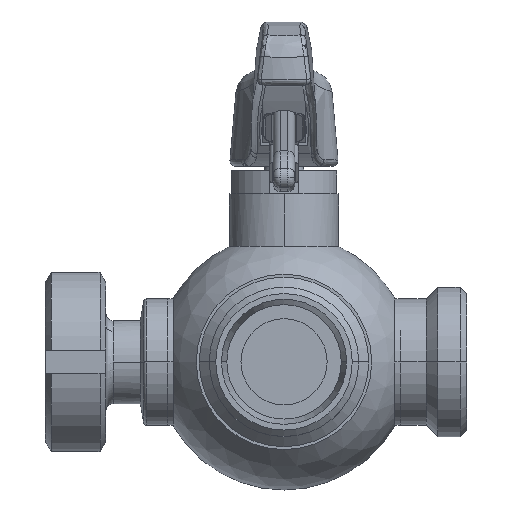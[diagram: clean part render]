
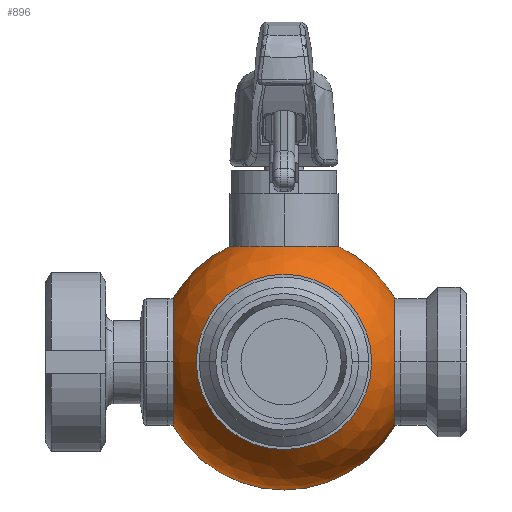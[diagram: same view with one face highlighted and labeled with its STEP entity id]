
A CAD part, top view. The second image highlights one B-rep face of the part: STEP entity #896.
In plain terms, the highlighted spherical face has radius 44.5 mm.
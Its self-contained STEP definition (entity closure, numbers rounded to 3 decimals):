
#184 = AXIS2_PLACEMENT_3D ( 'NONE', #17443, #2684, #14213 ) ;
#439 = VERTEX_POINT ( 'NONE', #1939 ) ;
#440 = EDGE_CURVE ( 'NONE', #11443, #7915, #9854, .T. ) ;
#458 = DIRECTION ( 'NONE',  ( 0., 0., -1. ) ) ;
#605 = ORIENTED_EDGE ( 'NONE', *, *, #10026, .T. ) ;
#896 = ADVANCED_FACE ( 'NONE', ( #6203, #6114 ), #6134, .T. ) ;
#996 = CIRCLE ( 'NONE', #15261, 22.316 ) ;
#1149 = CARTESIAN_POINT ( 'NONE',  ( 0., 0., 0. ) ) ;
#1785 = CARTESIAN_POINT ( 'NONE',  ( 0., 0., 32.4 ) ) ;
#1907 = DIRECTION ( 'NONE',  ( 0., 0., -1. ) ) ;
#1939 = CARTESIAN_POINT ( 'NONE',  ( -30.504, 0., 32.4 ) ) ;
#2684 = DIRECTION ( 'NONE',  ( 0., 0., -1. ) ) ;
#2927 = VERTEX_POINT ( 'NONE', #10189 ) ;
#3153 = ORIENTED_EDGE ( 'NONE', *, *, #13649, .T. ) ;
#3382 = DIRECTION ( 'NONE',  ( -1., 0., 0. ) ) ;
#3435 = AXIS2_PLACEMENT_3D ( 'NONE', #12625, #12559, #12118 ) ;
#3692 = ORIENTED_EDGE ( 'NONE', *, *, #10594, .T. ) ;
#3770 = CARTESIAN_POINT ( 'NONE',  ( -19., 40.24, 0. ) ) ;
#5420 = ORIENTED_EDGE ( 'NONE', *, *, #12626, .F. ) ;
#6018 = ORIENTED_EDGE ( 'NONE', *, *, #12593, .F. ) ;
#6041 = CARTESIAN_POINT ( 'NONE',  ( -38.5, 22.316, 0. ) ) ;
#6114 = FACE_OUTER_BOUND ( 'NONE', #7991, .T. ) ;
#6134 = SPHERICAL_SURFACE ( 'NONE', #3435, 44.5 ) ;
#6203 = FACE_BOUND ( 'NONE', #12827, .T. ) ;
#6275 = ORIENTED_EDGE ( 'NONE', *, *, #15236, .T. ) ;
#6472 = VERTEX_POINT ( 'NONE', #12269 ) ;
#6573 = VERTEX_POINT ( 'NONE', #16298 ) ;
#7915 = VERTEX_POINT ( 'NONE', #3770 ) ;
#7991 = EDGE_LOOP ( 'NONE', ( #12105, #3692, #605, #5420, #16197, #6018, #13848 ) ) ;
#8039 = VERTEX_POINT ( 'NONE', #11889 ) ;
#8221 = CARTESIAN_POINT ( 'NONE',  ( 0., 40.24, 0. ) ) ;
#8316 = DIRECTION ( 'NONE',  ( 0., 1., 0. ) ) ;
#8338 = DIRECTION ( 'NONE',  ( 0., 0., -1. ) ) ;
#9195 = CARTESIAN_POINT ( 'NONE',  ( -38.5, 0., 0. ) ) ;
#9237 = DIRECTION ( 'NONE',  ( 0., 0., -1. ) ) ;
#9238 = DIRECTION ( 'NONE',  ( 1., 0., 0. ) ) ;
#9854 = CIRCLE ( 'NONE', #17651, 44.5 ) ;
#10024 = VERTEX_POINT ( 'NONE', #15229 ) ;
#10026 = EDGE_CURVE ( 'NONE', #10024, #2927, #16022, .T. ) ;
#10189 = CARTESIAN_POINT ( 'NONE',  ( 38.5, 22.316, 0. ) ) ;
#10264 = DIRECTION ( 'NONE',  ( 0., 1., 0. ) ) ;
#10321 = CARTESIAN_POINT ( 'NONE',  ( 0., 0., 0. ) ) ;
#10325 = DIRECTION ( 'NONE',  ( 0., 0., 1. ) ) ;
#10342 = DIRECTION ( 'NONE',  ( 0., -1., 0. ) ) ;
#10457 = AXIS2_PLACEMENT_3D ( 'NONE', #1785, #1907, #3382 ) ;
#10594 = EDGE_CURVE ( 'NONE', #14540, #10024, #12937, .T. ) ;
#11443 = VERTEX_POINT ( 'NONE', #6041 ) ;
#11539 = EDGE_CURVE ( 'NONE', #6573, #6472, #14047, .T. ) ;
#11596 = DIRECTION ( 'NONE',  ( 0., 1., 0. ) ) ;
#11614 = DIRECTION ( 'NONE',  ( 0., 0., -1. ) ) ;
#11629 = CARTESIAN_POINT ( 'NONE',  ( 0., 0., 0. ) ) ;
#11699 = CIRCLE ( 'NONE', #13398, 44.5 ) ;
#11879 = DIRECTION ( 'NONE',  ( 0., 0., -1. ) ) ;
#11889 = CARTESIAN_POINT ( 'NONE',  ( 30.504, 0., 32.4 ) ) ;
#11893 = DIRECTION ( 'NONE',  ( 0., 1., 0. ) ) ;
#11929 = CARTESIAN_POINT ( 'NONE',  ( 0., 40.24, 0. ) ) ;
#12105 = ORIENTED_EDGE ( 'NONE', *, *, #16822, .T. ) ;
#12118 = DIRECTION ( 'NONE',  ( 0., 1., 0. ) ) ;
#12269 = CARTESIAN_POINT ( 'NONE',  ( 19., 40.24, 0. ) ) ;
#12559 = DIRECTION ( 'NONE',  ( 0., 0., 1. ) ) ;
#12593 = EDGE_CURVE ( 'NONE', #7915, #6573, #17682, .T. ) ;
#12625 = CARTESIAN_POINT ( 'NONE',  ( 0., 0., 0. ) ) ;
#12626 = EDGE_CURVE ( 'NONE', #6472, #2927, #11699, .T. ) ;
#12827 = EDGE_LOOP ( 'NONE', ( #6275, #3153 ) ) ;
#12937 = CIRCLE ( 'NONE', #16153, 44.5 ) ;
#13077 = CARTESIAN_POINT ( 'NONE',  ( -38.5, -22.316, 0. ) ) ;
#13398 = AXIS2_PLACEMENT_3D ( 'NONE', #11629, #11614, #11596 ) ;
#13649 = EDGE_CURVE ( 'NONE', #8039, #439, #14740, .T. ) ;
#13848 = ORIENTED_EDGE ( 'NONE', *, *, #440, .F. ) ;
#14003 = AXIS2_PLACEMENT_3D ( 'NONE', #11929, #11893, #11879 ) ;
#14047 = CIRCLE ( 'NONE', #15682, 19. ) ;
#14213 = DIRECTION ( 'NONE',  ( -1., 0., 0. ) ) ;
#14540 = VERTEX_POINT ( 'NONE', #13077 ) ;
#14740 = CIRCLE ( 'NONE', #10457, 30.504 ) ;
#15229 = CARTESIAN_POINT ( 'NONE',  ( 38.5, -22.316, 0. ) ) ;
#15236 = EDGE_CURVE ( 'NONE', #439, #8039, #16422, .T. ) ;
#15261 = AXIS2_PLACEMENT_3D ( 'NONE', #9195, #9238, #9237 ) ;
#15636 = CARTESIAN_POINT ( 'NONE',  ( 38.5, 0., 0. ) ) ;
#15650 = DIRECTION ( 'NONE',  ( -1., 0., 0. ) ) ;
#15676 = DIRECTION ( 'NONE',  ( 0., 0., 1. ) ) ;
#15682 = AXIS2_PLACEMENT_3D ( 'NONE', #8221, #8316, #8338 ) ;
#16022 = CIRCLE ( 'NONE', #16451, 22.316 ) ;
#16153 = AXIS2_PLACEMENT_3D ( 'NONE', #10321, #10325, #10342 ) ;
#16197 = ORIENTED_EDGE ( 'NONE', *, *, #11539, .F. ) ;
#16298 = CARTESIAN_POINT ( 'NONE',  ( 0., 40.24, 19. ) ) ;
#16422 = CIRCLE ( 'NONE', #184, 30.504 ) ;
#16451 = AXIS2_PLACEMENT_3D ( 'NONE', #15636, #15650, #15676 ) ;
#16822 = EDGE_CURVE ( 'NONE', #11443, #14540, #996, .T. ) ;
#17443 = CARTESIAN_POINT ( 'NONE',  ( 0., 0., 32.4 ) ) ;
#17651 = AXIS2_PLACEMENT_3D ( 'NONE', #1149, #458, #10264 ) ;
#17682 = CIRCLE ( 'NONE', #14003, 19. ) ;
